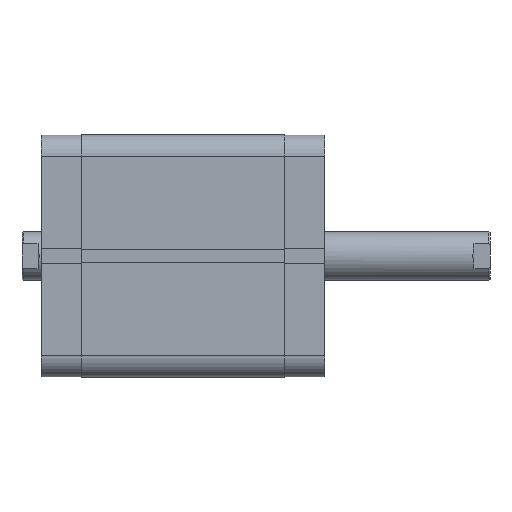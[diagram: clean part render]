
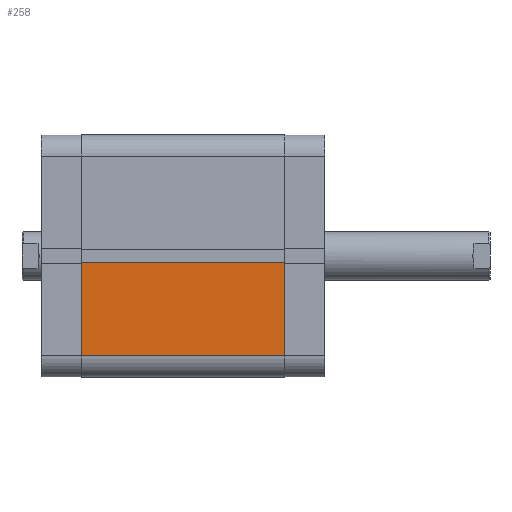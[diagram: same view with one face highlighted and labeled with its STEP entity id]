
A CAD part, front view. The second image highlights one B-rep face of the part: STEP entity #258.
In plain terms, the highlighted face is planar.
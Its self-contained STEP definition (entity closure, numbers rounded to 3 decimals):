
#258 = ADVANCED_FACE ( 'NONE', ( #2380 ), #925, .F. ) ;
#924 = CARTESIAN_POINT ( 'NONE',  ( 50., -2.6, 83.5 ) ) ;
#925 = PLANE ( 'NONE',  #5186 ) ;
#927 = DIRECTION ( 'NONE',  ( -1., 0., 0. ) ) ;
#928 = DIRECTION ( 'NONE',  ( 0., -1., 0. ) ) ;
#1222 = CARTESIAN_POINT ( 'NONE',  ( 50., -41., 83.5 ) ) ;
#1242 = CARTESIAN_POINT ( 'NONE',  ( 50., -41., 0. ) ) ;
#1265 = CARTESIAN_POINT ( 'NONE',  ( 50., -2.6, 83.5 ) ) ;
#1280 = CARTESIAN_POINT ( 'NONE',  ( 50., -2.6, 0. ) ) ;
#1350 = CARTESIAN_POINT ( 'NONE',  ( 50., -41., 83.5 ) ) ;
#1352 = CARTESIAN_POINT ( 'NONE',  ( 50., -2.6, 83.5 ) ) ;
#1353 = DIRECTION ( 'NONE',  ( 0., 0., -1. ) ) ;
#1355 = DIRECTION ( 'NONE',  ( 0., 0., -1. ) ) ;
#1883 = VERTEX_POINT ( 'NONE', #1222 ) ;
#1903 = VERTEX_POINT ( 'NONE', #1242 ) ;
#1926 = VERTEX_POINT ( 'NONE', #1265 ) ;
#1941 = VERTEX_POINT ( 'NONE', #1280 ) ;
#2380 = FACE_OUTER_BOUND ( 'NONE', #6308, .T. ) ;
#2409 = LINE ( 'NONE', #1350, #2414 ) ;
#2411 = LINE ( 'NONE', #1352, #2416 ) ;
#2414 = VECTOR ( 'NONE', #1353, 1000. ) ;
#2416 = VECTOR ( 'NONE', #1355, 1000. ) ;
#3128 = LINE ( 'NONE', #4109, #3131 ) ;
#3131 = VECTOR ( 'NONE', #4113, 1000. ) ;
#3273 = LINE ( 'NONE', #4316, #3274 ) ;
#3274 = VECTOR ( 'NONE', #4317, 1000. ) ;
#4109 = CARTESIAN_POINT ( 'NONE',  ( 50., -2.6, 83.5 ) ) ;
#4113 = DIRECTION ( 'NONE',  ( 0., 1., 0. ) ) ;
#4316 = CARTESIAN_POINT ( 'NONE',  ( 50., -2.6, 0. ) ) ;
#4317 = DIRECTION ( 'NONE',  ( 0., 1., 0. ) ) ;
#4499 = EDGE_CURVE ( 'NONE', #1883, #1903, #2409, .T. ) ;
#4500 = EDGE_CURVE ( 'NONE', #1926, #1941, #2411, .T. ) ;
#5186 = AXIS2_PLACEMENT_3D ( 'NONE', #924, #927, #928 ) ;
#5473 = EDGE_CURVE ( 'NONE', #1883, #1926, #3128, .T. ) ;
#5560 = EDGE_CURVE ( 'NONE', #1903, #1941, #3273, .T. ) ;
#6308 = EDGE_LOOP ( 'NONE', ( #6666, #6665, #6664, #6663 ) ) ;
#6663 = ORIENTED_EDGE ( 'NONE', *, *, #4499, .T. ) ;
#6664 = ORIENTED_EDGE ( 'NONE', *, *, #5473, .F. ) ;
#6665 = ORIENTED_EDGE ( 'NONE', *, *, #4500, .F. ) ;
#6666 = ORIENTED_EDGE ( 'NONE', *, *, #5560, .T. ) ;
